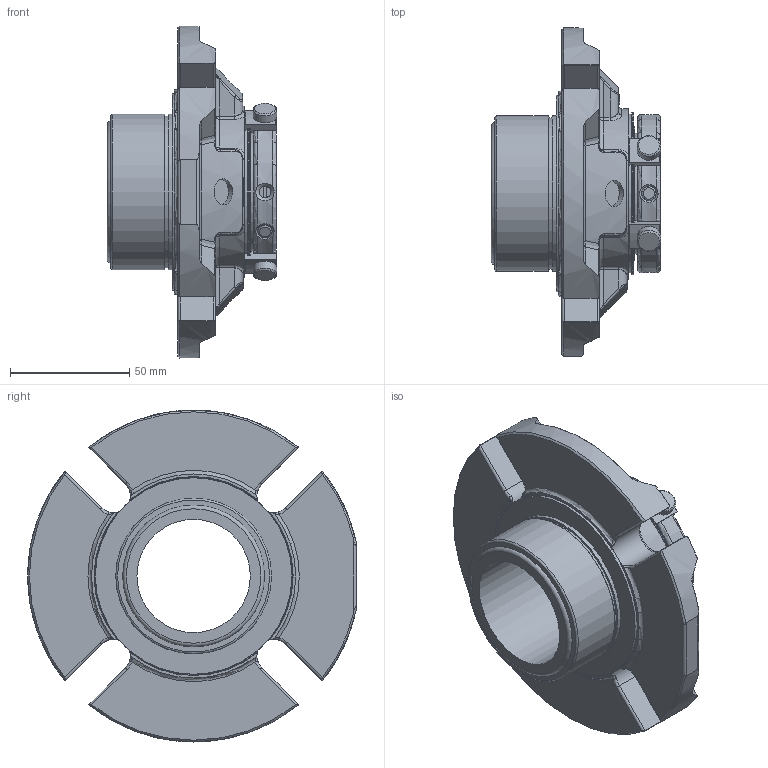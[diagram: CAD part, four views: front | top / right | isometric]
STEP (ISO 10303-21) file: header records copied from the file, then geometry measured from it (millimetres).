
FILE_DESCRIPTION(/* description */ ('Unknown'),/* implementation_level */ '2;1');
FILE_NAME(/* name */ '1.875',/* time_stamp */ '2023-02-14T16:15:34+00:00',/* author */ ('Unknown'),/* organization */ ('Unknown'),/* preprocessor_version */ 'ST-DEVELOPER v16.7',/* originating_system */ 'Solid Edge',/* authorisation */ 'Unknown');
FILE_SCHEMA (('AUTOMOTIVE_DESIGN {1 0 10303 214 3 1 1}'));
Length unit declared in the file: millimetre
Products named in the file (1): 1.875
Bounding box: 71.28 x 138.08 x 139.45 mm (x, y, z)
Volume: 285890.1 mm3; surface area: 61147.5 mm2
Topology: 1 solids, 1 shells, 673 faces, 1687 edges, 1057 vertices
Faces by surface type: plane 237, cylinder 173, torus 96, bspline 91, sphere 42, cone 34
Full cylindrical faces by diameter (mm): 3.761 x1, 4.917 x2, 6 x7, 10 x4, 10.998 x3, 47.625 x1, 50.775 x1, 56.134 x1, 59.563 x1, 63.576 x1, 65.354 x1, 65.405 x1, 66.624 x1, 68.148 x1, 82.55 x1
Entity records: 27426 total; most frequent: CARTESIAN_POINT 7834, ORIENTED_EDGE 3176, DIRECTION 2917, EDGE_CURVE 1588, AXIS2_PLACEMENT_3D 1185, VERTEX_POINT 1018, EDGE_LOOP 776, FACE_BOUND 776
